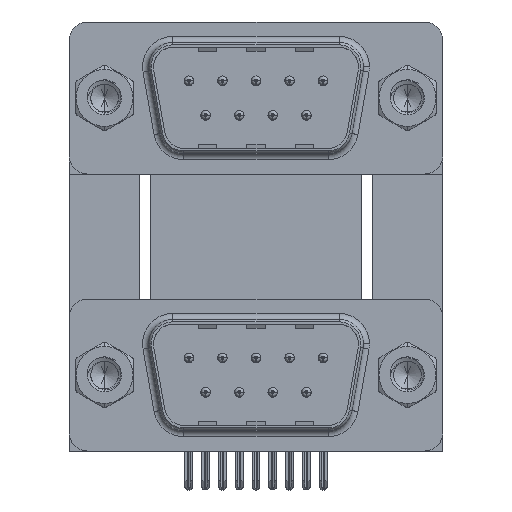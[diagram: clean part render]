
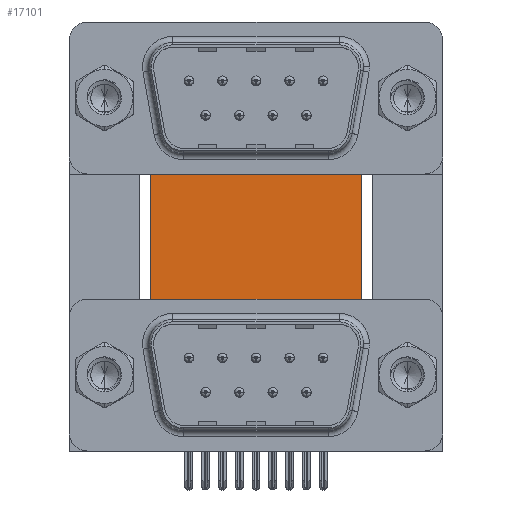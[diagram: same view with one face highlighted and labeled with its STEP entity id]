
A CAD part, top view. The second image highlights one B-rep face of the part: STEP entity #17101.
In plain terms, the highlighted planar face has unit normal (0, 0, 1).
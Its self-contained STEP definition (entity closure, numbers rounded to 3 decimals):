
#629 = CARTESIAN_POINT ( 'NONE',  ( 21.2, 16.585, -12. ) ) ;
#1203 = CARTESIAN_POINT ( 'NONE',  ( 3.79, 16.585, -12. ) ) ;
#1276 = ORIENTED_EDGE ( 'NONE', *, *, #6387, .T. ) ;
#1439 = DIRECTION ( 'NONE',  ( 0., -1., 0. ) ) ;
#1722 = ORIENTED_EDGE ( 'NONE', *, *, #15152, .T. ) ;
#2050 = VERTEX_POINT ( 'NONE', #28605 ) ;
#2137 = CARTESIAN_POINT ( 'NONE',  ( 3.79, 16.585, -12. ) ) ;
#2639 = VECTOR ( 'NONE', #8004, 1000. ) ;
#3181 = VERTEX_POINT ( 'NONE', #18411 ) ;
#3326 = VECTOR ( 'NONE', #15794, 1000. ) ;
#3526 = DIRECTION ( 'NONE',  ( -0.336, 0.942, 0. ) ) ;
#3815 = DIRECTION ( 'NONE',  ( 1., 0., 0. ) ) ;
#3906 = VECTOR ( 'NONE', #18397, 1000. ) ;
#3981 = DIRECTION ( 'NONE',  ( -1., 0., 0. ) ) ;
#5264 = VECTOR ( 'NONE', #3526, 1000. ) ;
#5391 = ORIENTED_EDGE ( 'NONE', *, *, #23012, .T. ) ;
#5641 = ORIENTED_EDGE ( 'NONE', *, *, #21472, .T. ) ;
#6387 = EDGE_CURVE ( 'NONE', #14897, #22464, #16097, .T. ) ;
#6929 = PLANE ( 'NONE',  #6943 ) ;
#6943 = AXIS2_PLACEMENT_3D ( 'NONE', #2137, #11560, #3981 ) ;
#7144 = ORIENTED_EDGE ( 'NONE', *, *, #14356, .F. ) ;
#8004 = DIRECTION ( 'NONE',  ( 1., 0., 0. ) ) ;
#8507 = EDGE_CURVE ( 'NONE', #19656, #3181, #18688, .T. ) ;
#9041 = VERTEX_POINT ( 'NONE', #15690 ) ;
#9503 = CARTESIAN_POINT ( 'NONE',  ( 3.79, 16.585, -12. ) ) ;
#10414 = CARTESIAN_POINT ( 'NONE',  ( 22.09, -3.735, -12. ) ) ;
#11095 = ORIENTED_EDGE ( 'NONE', *, *, #17970, .T. ) ;
#11560 = DIRECTION ( 'NONE',  ( 0., 0., -1. ) ) ;
#11729 = CARTESIAN_POINT ( 'NONE',  ( 2.9, -3.735, -12. ) ) ;
#12569 = LINE ( 'NONE', #17676, #29175 ) ;
#13466 = ORIENTED_EDGE ( 'NONE', *, *, #29699, .F. ) ;
#14008 = ORIENTED_EDGE ( 'NONE', *, *, #8507, .T. ) ;
#14356 = EDGE_CURVE ( 'NONE', #29077, #2050, #25517, .T. ) ;
#14445 = EDGE_LOOP ( 'NONE', ( #27517, #1722, #14008, #24552, #7144, #13466, #5641, #5391, #11095, #1276 ) ) ;
#14897 = VERTEX_POINT ( 'NONE', #15872 ) ;
#15152 = EDGE_CURVE ( 'NONE', #9041, #19656, #17532, .T. ) ;
#15559 = LINE ( 'NONE', #1203, #23547 ) ;
#15690 = CARTESIAN_POINT ( 'NONE',  ( 22.09, -3.735, -12. ) ) ;
#15794 = DIRECTION ( 'NONE',  ( 0., 1., 0. ) ) ;
#15872 = CARTESIAN_POINT ( 'NONE',  ( 2.9, -4.635, -12. ) ) ;
#16097 = LINE ( 'NONE', #20152, #3326 ) ;
#16632 = VERTEX_POINT ( 'NONE', #9503 ) ;
#17101 = ADVANCED_FACE ( 'NONE', ( #23322 ), #6929, .F. ) ;
#17532 = LINE ( 'NONE', #10414, #24209 ) ;
#17676 = CARTESIAN_POINT ( 'NONE',  ( 2.4, -4.635, -12. ) ) ;
#17970 = EDGE_CURVE ( 'NONE', #20753, #14897, #23203, .T. ) ;
#18397 = DIRECTION ( 'NONE',  ( 0., -1., 0. ) ) ;
#18411 = CARTESIAN_POINT ( 'NONE',  ( 22.59, -4.635, -12. ) ) ;
#18688 = LINE ( 'NONE', #21012, #27005 ) ;
#19656 = VERTEX_POINT ( 'NONE', #27054 ) ;
#20152 = CARTESIAN_POINT ( 'NONE',  ( 2.9, -3.735, -12. ) ) ;
#20753 = VERTEX_POINT ( 'NONE', #27709 ) ;
#20793 = VECTOR ( 'NONE', #23561, 1000. ) ;
#21012 = CARTESIAN_POINT ( 'NONE',  ( 22.09, -4.635, -12. ) ) ;
#21405 = CARTESIAN_POINT ( 'NONE',  ( 3.79, 16.585, -12. ) ) ;
#21472 = EDGE_CURVE ( 'NONE', #16632, #22845, #30368, .T. ) ;
#22242 = LINE ( 'NONE', #24878, #5264 ) ;
#22464 = VERTEX_POINT ( 'NONE', #11729 ) ;
#22845 = VERTEX_POINT ( 'NONE', #25765 ) ;
#23012 = EDGE_CURVE ( 'NONE', #22845, #20753, #12569, .T. ) ;
#23203 = LINE ( 'NONE', #25529, #23767 ) ;
#23322 = FACE_OUTER_BOUND ( 'NONE', #14445, .T. ) ;
#23506 = DIRECTION ( 'NONE',  ( 1., 0., 0. ) ) ;
#23547 = VECTOR ( 'NONE', #3815, 1000. ) ;
#23561 = DIRECTION ( 'NONE',  ( 0., -1., 0. ) ) ;
#23767 = VECTOR ( 'NONE', #23506, 1000. ) ;
#24186 = DIRECTION ( 'NONE',  ( -0.336, -0.942, 0. ) ) ;
#24209 = VECTOR ( 'NONE', #1439, 1000. ) ;
#24552 = ORIENTED_EDGE ( 'NONE', *, *, #29630, .T. ) ;
#24878 = CARTESIAN_POINT ( 'NONE',  ( 22.59, -4.635, -12. ) ) ;
#25517 = LINE ( 'NONE', #27984, #3906 ) ;
#25529 = CARTESIAN_POINT ( 'NONE',  ( 2.9, -4.635, -12. ) ) ;
#25765 = CARTESIAN_POINT ( 'NONE',  ( 3.79, -0.735, -12. ) ) ;
#26349 = EDGE_CURVE ( 'NONE', #22464, #9041, #27019, .T. ) ;
#26576 = CARTESIAN_POINT ( 'NONE',  ( 3.79, -3.735, -12. ) ) ;
#27005 = VECTOR ( 'NONE', #30423, 1000. ) ;
#27019 = LINE ( 'NONE', #26576, #2639 ) ;
#27054 = CARTESIAN_POINT ( 'NONE',  ( 22.09, -4.635, -12. ) ) ;
#27517 = ORIENTED_EDGE ( 'NONE', *, *, #26349, .T. ) ;
#27709 = CARTESIAN_POINT ( 'NONE',  ( 2.4, -4.635, -12. ) ) ;
#27984 = CARTESIAN_POINT ( 'NONE',  ( 21.2, 16.585, -12. ) ) ;
#28605 = CARTESIAN_POINT ( 'NONE',  ( 21.2, -0.735, -12. ) ) ;
#29077 = VERTEX_POINT ( 'NONE', #629 ) ;
#29175 = VECTOR ( 'NONE', #24186, 1000. ) ;
#29630 = EDGE_CURVE ( 'NONE', #3181, #2050, #22242, .T. ) ;
#29699 = EDGE_CURVE ( 'NONE', #16632, #29077, #15559, .T. ) ;
#30368 = LINE ( 'NONE', #21405, #20793 ) ;
#30423 = DIRECTION ( 'NONE',  ( 1., 0., 0. ) ) ;
